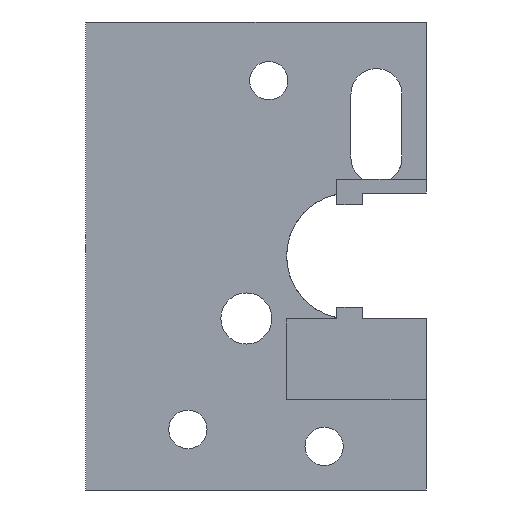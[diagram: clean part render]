
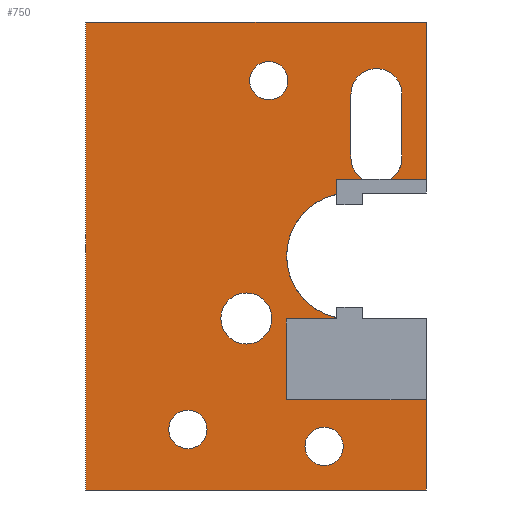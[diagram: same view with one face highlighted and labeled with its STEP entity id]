
A CAD part, front view. The second image highlights one B-rep face of the part: STEP entity #750.
In plain terms, the highlighted planar face has unit normal (0, -1, 0).
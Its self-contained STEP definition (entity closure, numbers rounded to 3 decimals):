
#20=FACE_BOUND('',#100,.T.);
#21=FACE_BOUND('',#101,.T.);
#22=FACE_BOUND('',#102,.T.);
#23=FACE_BOUND('',#103,.T.);
#28=PLANE('',#819);
#58=FACE_OUTER_BOUND('',#99,.T.);
#99=EDGE_LOOP('',(#537,#538,#539,#540,#541,#542,#543,#544,#545,#546,#547,
#548,#549,#550,#551,#552,#553,#554));
#100=EDGE_LOOP('',(#555,#556));
#101=EDGE_LOOP('',(#557,#558));
#102=EDGE_LOOP('',(#559));
#103=EDGE_LOOP('',(#560));
#145=LINE('',#1105,#227);
#151=LINE('',#1124,#233);
#155=LINE('',#1131,#237);
#156=LINE('',#1134,#238);
#157=LINE('',#1136,#239);
#158=LINE('',#1137,#240);
#159=LINE('',#1139,#241);
#160=LINE('',#1141,#242);
#161=LINE('',#1143,#243);
#162=LINE('',#1145,#244);
#163=LINE('',#1147,#245);
#164=LINE('',#1149,#246);
#165=LINE('',#1152,#247);
#166=LINE('',#1154,#248);
#227=VECTOR('',#898,10.);
#233=VECTOR('',#916,10.);
#237=VECTOR('',#920,10.);
#238=VECTOR('',#923,10.);
#239=VECTOR('',#924,10.);
#240=VECTOR('',#925,10.);
#241=VECTOR('',#926,10.);
#242=VECTOR('',#927,10.);
#243=VECTOR('',#928,10.);
#244=VECTOR('',#929,10.);
#245=VECTOR('',#930,10.);
#246=VECTOR('',#931,10.);
#247=VECTOR('',#934,10.);
#248=VECTOR('',#935,10.);
#298=CIRCLE('',#802,2.25);
#299=CIRCLE('',#803,2.25);
#308=CIRCLE('',#816,3.);
#309=CIRCLE('',#817,3.);
#310=CIRCLE('',#820,7.4);
#311=CIRCLE('',#821,3.);
#312=CIRCLE('',#822,3.);
#313=CIRCLE('',#823,3.);
#314=CIRCLE('',#824,2.25);
#315=CIRCLE('',#825,2.25);
#321=VERTEX_POINT('',#1063);
#322=VERTEX_POINT('',#1065);
#338=VERTEX_POINT('',#1101);
#339=VERTEX_POINT('',#1103);
#342=VERTEX_POINT('',#1112);
#343=VERTEX_POINT('',#1113);
#344=VERTEX_POINT('',#1116);
#345=VERTEX_POINT('',#1118);
#346=VERTEX_POINT('',#1123);
#349=VERTEX_POINT('',#1129);
#350=VERTEX_POINT('',#1133);
#351=VERTEX_POINT('',#1135);
#352=VERTEX_POINT('',#1138);
#353=VERTEX_POINT('',#1140);
#354=VERTEX_POINT('',#1142);
#355=VERTEX_POINT('',#1144);
#356=VERTEX_POINT('',#1146);
#357=VERTEX_POINT('',#1148);
#358=VERTEX_POINT('',#1150);
#359=VERTEX_POINT('',#1153);
#360=VERTEX_POINT('',#1156);
#361=VERTEX_POINT('',#1157);
#362=VERTEX_POINT('',#1160);
#363=VERTEX_POINT('',#1162);
#390=EDGE_CURVE('',#322,#321,#298,.T.);
#391=EDGE_CURVE('',#321,#322,#299,.T.);
#410=EDGE_CURVE('',#338,#339,#145,.T.);
#413=EDGE_CURVE('',#342,#343,#308,.T.);
#416=EDGE_CURVE('',#345,#344,#309,.T.);
#419=EDGE_CURVE('',#346,#345,#151,.T.);
#423=EDGE_CURVE('',#343,#349,#155,.T.);
#424=EDGE_CURVE('',#350,#342,#156,.T.);
#425=EDGE_CURVE('',#351,#349,#157,.T.);
#426=EDGE_CURVE('',#338,#351,#158,.T.);
#427=EDGE_CURVE('',#352,#339,#159,.T.);
#428=EDGE_CURVE('',#353,#352,#160,.T.);
#429=EDGE_CURVE('',#353,#354,#161,.T.);
#430=EDGE_CURVE('',#354,#355,#162,.T.);
#431=EDGE_CURVE('',#355,#356,#163,.T.);
#432=EDGE_CURVE('',#357,#356,#164,.T.);
#433=EDGE_CURVE('',#357,#358,#310,.T.);
#434=EDGE_CURVE('',#346,#358,#165,.T.);
#435=EDGE_CURVE('',#344,#359,#166,.T.);
#436=EDGE_CURVE('',#359,#350,#311,.T.);
#437=EDGE_CURVE('',#360,#361,#312,.T.);
#438=EDGE_CURVE('',#361,#360,#313,.T.);
#439=EDGE_CURVE('',#362,#362,#314,.T.);
#440=EDGE_CURVE('',#363,#363,#315,.T.);
#537=ORIENTED_EDGE('',*,*,#424,.T.);
#538=ORIENTED_EDGE('',*,*,#413,.T.);
#539=ORIENTED_EDGE('',*,*,#423,.T.);
#540=ORIENTED_EDGE('',*,*,#425,.F.);
#541=ORIENTED_EDGE('',*,*,#426,.F.);
#542=ORIENTED_EDGE('',*,*,#410,.T.);
#543=ORIENTED_EDGE('',*,*,#427,.F.);
#544=ORIENTED_EDGE('',*,*,#428,.F.);
#545=ORIENTED_EDGE('',*,*,#429,.T.);
#546=ORIENTED_EDGE('',*,*,#430,.T.);
#547=ORIENTED_EDGE('',*,*,#431,.T.);
#548=ORIENTED_EDGE('',*,*,#432,.F.);
#549=ORIENTED_EDGE('',*,*,#433,.T.);
#550=ORIENTED_EDGE('',*,*,#434,.F.);
#551=ORIENTED_EDGE('',*,*,#419,.T.);
#552=ORIENTED_EDGE('',*,*,#416,.T.);
#553=ORIENTED_EDGE('',*,*,#435,.T.);
#554=ORIENTED_EDGE('',*,*,#436,.T.);
#555=ORIENTED_EDGE('',*,*,#390,.T.);
#556=ORIENTED_EDGE('',*,*,#391,.T.);
#557=ORIENTED_EDGE('',*,*,#437,.T.);
#558=ORIENTED_EDGE('',*,*,#438,.T.);
#559=ORIENTED_EDGE('',*,*,#439,.T.);
#560=ORIENTED_EDGE('',*,*,#440,.T.);
#750=ADVANCED_FACE('',(#58,#20,#21,#22,#23),#28,.F.);
#802=AXIS2_PLACEMENT_3D('',#1066,#865,#866);
#803=AXIS2_PLACEMENT_3D('',#1067,#867,#868);
#816=AXIS2_PLACEMENT_3D('',#1114,#906,#907);
#817=AXIS2_PLACEMENT_3D('',#1119,#910,#911);
#819=AXIS2_PLACEMENT_3D('',#1132,#921,#922);
#820=AXIS2_PLACEMENT_3D('',#1151,#932,#933);
#821=AXIS2_PLACEMENT_3D('',#1155,#936,#937);
#822=AXIS2_PLACEMENT_3D('',#1158,#938,#939);
#823=AXIS2_PLACEMENT_3D('',#1159,#940,#941);
#824=AXIS2_PLACEMENT_3D('',#1161,#942,#943);
#825=AXIS2_PLACEMENT_3D('',#1163,#944,#945);
#865=DIRECTION('center_axis',(0.,1.,0.));
#866=DIRECTION('ref_axis',(1.,0.,0.));
#867=DIRECTION('center_axis',(0.,1.,0.));
#868=DIRECTION('ref_axis',(1.,0.,0.));
#898=DIRECTION('',(0.,0.,-1.));
#906=DIRECTION('center_axis',(0.,1.,0.));
#907=DIRECTION('ref_axis',(1.,0.,0.));
#910=DIRECTION('center_axis',(0.,1.,0.));
#911=DIRECTION('ref_axis',(1.,0.,0.));
#916=DIRECTION('',(1.,0.,0.));
#920=DIRECTION('',(1.,0.,0.));
#921=DIRECTION('center_axis',(0.,1.,0.));
#922=DIRECTION('ref_axis',(-1.,0.,0.));
#923=DIRECTION('',(0.,0.,-1.));
#924=DIRECTION('',(0.,0.,-1.));
#925=DIRECTION('',(1.,0.,0.));
#926=DIRECTION('',(-1.,0.,0.));
#927=DIRECTION('',(0.,0.,-1.));
#928=DIRECTION('',(-1.,0.,0.));
#929=DIRECTION('',(0.,0.,1.));
#930=DIRECTION('',(1.,0.,0.));
#931=DIRECTION('',(0.,0.,-1.));
#932=DIRECTION('center_axis',(0.,1.,0.));
#933=DIRECTION('ref_axis',(-0.866,0.,-0.5));
#934=DIRECTION('',(0.,0.,-1.));
#935=DIRECTION('',(0.,0.,1.));
#936=DIRECTION('center_axis',(0.,1.,0.));
#937=DIRECTION('ref_axis',(1.,0.,0.));
#938=DIRECTION('center_axis',(0.,1.,0.));
#939=DIRECTION('ref_axis',(1.,0.,0.));
#940=DIRECTION('center_axis',(0.,1.,0.));
#941=DIRECTION('ref_axis',(1.,0.,0.));
#942=DIRECTION('center_axis',(0.,1.,0.));
#943=DIRECTION('ref_axis',(1.,0.,0.));
#944=DIRECTION('center_axis',(0.,1.,0.));
#945=DIRECTION('ref_axis',(1.,0.,0.));
#1063=CARTESIAN_POINT('',(4.75,1.,-22.385));
#1065=CARTESIAN_POINT('',(9.248,1.,-22.481));
#1066=CARTESIAN_POINT('Origin',(7.,1.,-22.385));
#1067=CARTESIAN_POINT('Origin',(7.,1.,-22.385));
#1101=CARTESIAN_POINT('',(-21.,1.,27.5));
#1103=CARTESIAN_POINT('',(-21.,1.,-27.5));
#1105=CARTESIAN_POINT('',(-21.,1.,-13.75));
#1112=CARTESIAN_POINT('',(16.157,1.,11.514));
#1113=CARTESIAN_POINT('',(14.794,1.,9.));
#1114=CARTESIAN_POINT('Origin',(13.157,1.,11.514));
#1116=CARTESIAN_POINT('',(10.157,1.,11.514));
#1118=CARTESIAN_POINT('',(11.52,1.,9.));
#1119=CARTESIAN_POINT('Origin',(13.157,1.,11.514));
#1123=CARTESIAN_POINT('',(8.5,1.,9.));
#1124=CARTESIAN_POINT('',(9.512,1.,9.));
#1129=CARTESIAN_POINT('',(19.,1.,9.));
#1131=CARTESIAN_POINT('',(9.512,1.,9.));
#1132=CARTESIAN_POINT('Origin',(0.023,1.,-6.076));
#1133=CARTESIAN_POINT('',(16.157,1.,19.014));
#1134=CARTESIAN_POINT('',(16.157,1.,2.719));
#1135=CARTESIAN_POINT('',(19.,1.,27.5));
#1136=CARTESIAN_POINT('',(19.,1.,0.2));
#1137=CARTESIAN_POINT('',(0.779,1.,27.5));
#1138=CARTESIAN_POINT('',(19.,1.,-27.5));
#1139=CARTESIAN_POINT('',(-17.,1.,-27.5));
#1140=CARTESIAN_POINT('',(19.,1.,-16.9));
#1141=CARTESIAN_POINT('',(19.,1.,0.2));
#1142=CARTESIAN_POINT('',(2.581,1.,-16.9));
#1143=CARTESIAN_POINT('',(1.002,1.,-16.9));
#1144=CARTESIAN_POINT('',(2.581,1.,-7.4));
#1145=CARTESIAN_POINT('',(2.581,1.,-8.676));
#1146=CARTESIAN_POINT('',(8.5,1.,-7.4));
#1147=CARTESIAN_POINT('',(9.512,1.,-7.4));
#1148=CARTESIAN_POINT('',(8.5,1.,-7.246));
#1149=CARTESIAN_POINT('',(8.5,1.,-7.038));
#1150=CARTESIAN_POINT('',(8.5,1.,7.246));
#1151=CARTESIAN_POINT('Origin',(10.,1.,0.));
#1152=CARTESIAN_POINT('',(8.5,1.,-0.038));
#1153=CARTESIAN_POINT('',(10.157,1.,19.014));
#1154=CARTESIAN_POINT('',(10.157,1.,2.469));
#1155=CARTESIAN_POINT('Origin',(13.157,1.,19.014));
#1156=CARTESIAN_POINT('',(0.875,1.,-7.344));
#1157=CARTESIAN_POINT('',(-5.125,1.,-7.344));
#1158=CARTESIAN_POINT('Origin',(-2.125,1.,-7.344));
#1159=CARTESIAN_POINT('Origin',(-2.125,1.,-7.344));
#1160=CARTESIAN_POINT('',(-11.25,1.,-20.385));
#1161=CARTESIAN_POINT('Origin',(-9.,1.,-20.385));
#1162=CARTESIAN_POINT('',(-1.75,1.,20.615));
#1163=CARTESIAN_POINT('Origin',(0.5,1.,20.615));
